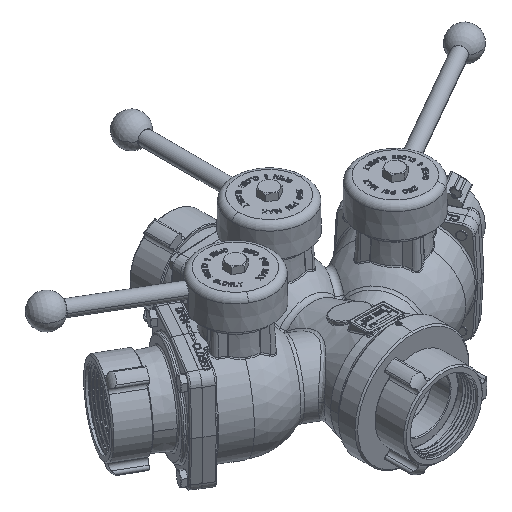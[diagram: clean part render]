
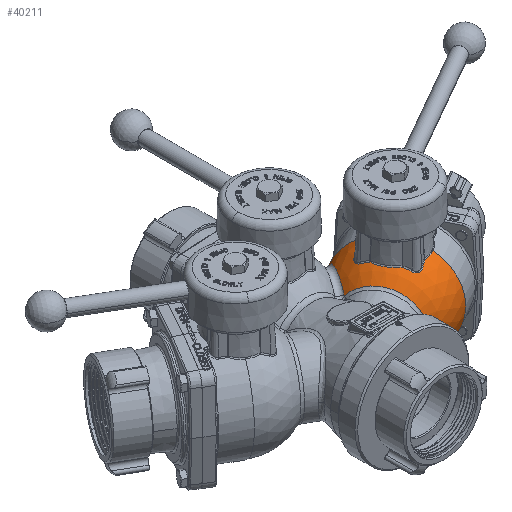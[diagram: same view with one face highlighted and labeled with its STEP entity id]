
A CAD part, isometric view. The second image highlights one B-rep face of the part: STEP entity #40211.
In plain terms, the highlighted spherical face has radius 60.325 mm.
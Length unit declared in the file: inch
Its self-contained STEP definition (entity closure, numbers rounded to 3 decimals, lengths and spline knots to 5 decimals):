
#5626=CARTESIAN_POINT('',(3.4025,4.54487,-2.30876));
#5647=CARTESIAN_POINT('',(3.9595,3.58013,-2.30876));
#5649=CARTESIAN_POINT('',(3.681,4.0625,0.));
#5650=DIRECTION('',(-0.866,-0.5,0.));
#5651=DIRECTION('',(0.117,-0.203,-0.972));
#5652=AXIS2_PLACEMENT_3D('',#5649,#5650,#5651);
#5749=CARTESIAN_POINT('',(3.04382,5.16613,2.00416));
#5751=CARTESIAN_POINT('',(3.681,4.0625,0.));
#5752=DIRECTION('',(-0.866,-0.5,0.));
#5753=DIRECTION('',(-0.268,0.465,0.844));
#5754=AXIS2_PLACEMENT_3D('',#5751,#5752,#5753);
#5764=CARTESIAN_POINT('',(2.544,6.03184,
-0.68525));
#5772=CARTESIAN_POINT('',(3.681,4.0625,0.));
#5773=DIRECTION('',(-0.866,-0.5,0.));
#5774=DIRECTION('',(-0.479,0.829,-0.289));
#5775=AXIS2_PLACEMENT_3D('',#5772,#5773,#5774);
#5782=CARTESIAN_POINT('',(3.681,4.0625,-2.30876));
#5783=DIRECTION('',(0.,0.,1.));
#5784=DIRECTION('',(-0.5,0.866,0.));
#5785=AXIS2_PLACEMENT_3D('',#5782,#5783,#5784);
#7811=CARTESIAN_POINT('',(1.51705,4.23625,0.96319));
#16855=CARTESIAN_POINT('',(1.9755,5.04706,0.));
#16856=DIRECTION('',(0.866,-0.5,0.));
#16857=DIRECTION('',(-0.337,-0.585,-0.738));
#16858=AXIS2_PLACEMENT_3D('',#16855,#16856,#16857);
#16860=CARTESIAN_POINT('',(1.51705,4.23625,
-0.96319));
#16861=CARTESIAN_POINT('',(1.51743,4.2396,
-0.96345));
#16862=CARTESIAN_POINT('',(1.51846,4.24611,
-0.96455));
#16863=CARTESIAN_POINT('',(1.52078,4.25542,
-0.96793));
#16864=CARTESIAN_POINT('',(1.52381,4.26389,
-0.97294));
#16865=CARTESIAN_POINT('',(1.52622,4.26879,
-0.97724));
#16866=CARTESIAN_POINT('',(1.52753,4.27107,
-0.97964));
#16868=CARTESIAN_POINT('',(2.13327,3.16892,0.));
#16869=DIRECTION('',(-0.866,-0.5,0.));
#16870=DIRECTION('',(-0.394,0.682,-0.616));
#16871=AXIS2_PLACEMENT_3D('',#16868,#16869,#16870);
#16873=CARTESIAN_POINT('',(1.52753,4.27107,
0.97964));
#16874=CARTESIAN_POINT('',(1.52622,4.26879,
0.97724));
#16875=CARTESIAN_POINT('',(1.52381,4.26389,
0.97294));
#16876=CARTESIAN_POINT('',(1.52078,4.25542,
0.96793));
#16877=CARTESIAN_POINT('',(1.51846,4.24611,
0.96455));
#16878=CARTESIAN_POINT('',(1.51743,4.2396,
0.96345));
#16879=CARTESIAN_POINT('',(1.51705,4.23625,
0.96319));
#16881=CARTESIAN_POINT('',(1.9755,5.04706,0.));
#16882=DIRECTION('',(0.866,-0.5,0.));
#16883=DIRECTION('',(0.428,0.742,0.516));
#16884=AXIS2_PLACEMENT_3D('',#16881,#16882,#16883);
#16886=CARTESIAN_POINT('',(3.681,4.0625,2.00416));
#16887=DIRECTION('',(0.,0.,1.));
#16888=DIRECTION('',(-0.5,0.866,0.));
#16889=AXIS2_PLACEMENT_3D('',#16886,#16887,#16888);
#16891=CARTESIAN_POINT('',(3.05401,5.14847,
0.06572));
#16892=DIRECTION('',(0.499,-0.865,-0.052));
#16893=DIRECTION('',(-0.209,-0.179,0.962));
#16894=AXIS2_PLACEMENT_3D('',#16891,#16892,#16893);
#16896=CARTESIAN_POINT('',(2.36282,4.63904,1.88961));
#16897=CARTESIAN_POINT('',(2.33989,4.62654,1.87743));
#16898=CARTESIAN_POINT('',(2.29972,4.59705,1.85713));
#16899=CARTESIAN_POINT('',(2.25403,4.54224,1.83735));
#16900=CARTESIAN_POINT('',(2.22417,4.48281,1.8284));
#16901=CARTESIAN_POINT('',(2.20812,4.4198,1.82893));
#16902=CARTESIAN_POINT('',(2.20589,4.35432,1.83877));
#16903=CARTESIAN_POINT('',(2.21879,4.28692,1.85849));
#16904=CARTESIAN_POINT('',(2.23819,4.24353,1.878));
#16905=CARTESIAN_POINT('',(2.25115,4.22229,1.88961));
#16907=CARTESIAN_POINT('',(2.59503,3.43551,
0.06572));
#16908=DIRECTION('',(0.865,0.499,-0.052));
#16909=DIRECTION('',(-0.171,0.39,0.905));
#16910=AXIS2_PLACEMENT_3D('',#16907,#16908,#16909);
#16912=CARTESIAN_POINT('',(3.681,4.0625,2.00416));
#16913=DIRECTION('',(0.,0.,1.));
#16914=DIRECTION('',(-0.997,-0.082,0.));
#16915=AXIS2_PLACEMENT_3D('',#16912,#16913,#16914);
#16917=CARTESIAN_POINT('',(2.59503,3.43551,
0.06572));
#16918=DIRECTION('',(0.865,0.499,-0.052));
#16919=DIRECTION('',(0.179,-0.209,0.962));
#16920=AXIS2_PLACEMENT_3D('',#16917,#16918,#16919);
#16922=CARTESIAN_POINT('',(3.10446,2.74432,1.88961));
#16923=CARTESIAN_POINT('',(3.11639,2.72243,1.87798));
#16924=CARTESIAN_POINT('',(3.14432,2.68388,1.85845));
#16925=CARTESIAN_POINT('',(3.19639,2.63897,1.83872));
#16926=CARTESIAN_POINT('',(3.25383,2.60841,1.82898));
#16927=CARTESIAN_POINT('',(3.31607,2.59079,1.82837));
#16928=CARTESIAN_POINT('',(3.3825,2.5868,1.83725));
#16929=CARTESIAN_POINT('',(3.45295,2.59888,1.85699));
#16930=CARTESIAN_POINT('',(3.4988,2.61897,1.87736));
#16931=CARTESIAN_POINT('',(3.52121,2.63265,1.88961));
#16933=CARTESIAN_POINT('',(4.30799,2.97653,
0.06572));
#16934=DIRECTION('',(-0.499,0.865,-0.052));
#16935=DIRECTION('',(-0.39,-0.171,0.905));
#16936=AXIS2_PLACEMENT_3D('',#16933,#16934,#16935);
#16938=CARTESIAN_POINT('',(3.681,4.0625,2.00416));
#16939=DIRECTION('',(0.,0.,1.));
#16940=DIRECTION('',(0.082,-0.997,0.));
#16941=AXIS2_PLACEMENT_3D('',#16938,#16939,#16940);
#18771=CARTESIAN_POINT('',(2.544,6.03184,
0.68525));
#18772=CARTESIAN_POINT('',(1.52753,4.27107,
0.97964));
#18773=VERTEX_POINT('',#18771);
#18774=VERTEX_POINT('',#18772);
#18778=VERTEX_POINT('',#5764);
#18781=CARTESIAN_POINT('',(1.52753,4.27107,
-0.97964));
#18782=VERTEX_POINT('',#18781);
#18807=VERTEX_POINT('',#7811);
#18808=CARTESIAN_POINT('',(1.51705,4.23625,
-0.96319));
#18809=VERTEX_POINT('',#18808);
#19003=VERTEX_POINT('',#5749);
#19005=CARTESIAN_POINT('',(2.63359,4.78838,2.00416));
#19006=VERTEX_POINT('',#19005);
#19010=CARTESIAN_POINT('',(2.36282,4.63904,1.88961));
#19011=VERTEX_POINT('',#19010);
#19014=VERTEX_POINT('',#16905);
#19016=CARTESIAN_POINT('',(2.41094,3.95753,2.00414));
#19017=VERTEX_POINT('',#19016);
#19021=CARTESIAN_POINT('',(2.95506,3.01512,2.00416));
#19022=VERTEX_POINT('',#19021);
#19026=CARTESIAN_POINT('',(3.10446,2.74432,1.88961));
#19027=VERTEX_POINT('',#19026);
#19030=VERTEX_POINT('',#16931);
#19032=CARTESIAN_POINT('',(3.78594,2.79243,2.00413));
#19033=VERTEX_POINT('',#19032);
#19037=CARTESIAN_POINT('',(4.31818,2.95887,2.00416));
#19038=VERTEX_POINT('',#19037);
#19303=VERTEX_POINT('',#5626);
#19306=VERTEX_POINT('',#5647);
#40176=CARTESIAN_POINT('',(3.681,4.0625,0.));
#40177=DIRECTION('',(-0.866,-0.5,0.));
#40178=DIRECTION('',(-0.5,0.866,0.));
#40179=AXIS2_PLACEMENT_3D('',#40176,#40177,#40178);
#40180=SPHERICAL_SURFACE('',#40179,2.375);
#40181=ORIENTED_EDGE('',*,*,#27826,.F.);
#40182=ORIENTED_EDGE('',*,*,#27748,.F.);
#40183=ORIENTED_EDGE('',*,*,#28137,.F.);
#40184=ORIENTED_EDGE('',*,*,#28174,.F.);
#40186=ORIENTED_EDGE('',*,*,#40185,.T.);
#40187=ORIENTED_EDGE('',*,*,#31438,.F.);
#40188=ORIENTED_EDGE('',*,*,#31452,.F.);
#40189=ORIENTED_EDGE('',*,*,#27742,.F.);
#40191=ORIENTED_EDGE('',*,*,#40190,.T.);
#40193=ORIENTED_EDGE('',*,*,#40192,.T.);
#40195=ORIENTED_EDGE('',*,*,#40194,.T.);
#40197=ORIENTED_EDGE('',*,*,#40196,.T.);
#40199=ORIENTED_EDGE('',*,*,#40198,.T.);
#40201=ORIENTED_EDGE('',*,*,#40200,.T.);
#40203=ORIENTED_EDGE('',*,*,#40202,.T.);
#40205=ORIENTED_EDGE('',*,*,#40204,.T.);
#40207=ORIENTED_EDGE('',*,*,#40206,.T.);
#40208=ORIENTED_EDGE('',*,*,#27716,.F.);
#40209=EDGE_LOOP('',(#40181,#40182,#40183,#40184,#40186,#40187,#40188,#40189,
#40191,#40193,#40195,#40197,#40199,#40201,#40203,#40205,#40207,#40208));
#40210=FACE_OUTER_BOUND('',#40209,.F.);
#5653=CIRCLE('',#5652,2.375);
#5755=CIRCLE('',#5754,2.375);
#5776=CIRCLE('',#5775,2.375);
#5786=CIRCLE('',#5785,0.55699);
#16859=CIRCLE('',#16858,1.32761);
#16867=B_SPLINE_CURVE_WITH_KNOTS('',3,(#16860,#16861,#16862,#16863,#16864,
#16865,#16866),.UNSPECIFIED.,.F.,.F.,(4,1,1,1,4),(0.,0.25,0.5,0.75,
1.),.UNSPECIFIED.);
#16872=CIRCLE('',#16871,1.56418);
#16880=B_SPLINE_CURVE_WITH_KNOTS('',3,(#16873,#16874,#16875,#16876,#16877,
#16878,#16879),.UNSPECIFIED.,.F.,.F.,(4,1,1,1,4),(0.,0.25,0.5,0.75,
1.),.UNSPECIFIED.);
#16885=CIRCLE('',#16884,1.32761);
#16890=CIRCLE('',#16889,1.27436);
#16895=CIRCLE('',#16894,2.0159);
#16906=B_SPLINE_CURVE_WITH_KNOTS('',3,(#16896,#16897,#16898,#16899,#16900,
#16901,#16902,#16903,#16904,#16905),.UNSPECIFIED.,.F.,.F.,(4,1,1,1,1,1,1,4),(
0.,0.14286,0.28571,0.42857,0.57143,
0.71429,0.85714,1.),.UNSPECIFIED.);
#16911=CIRCLE('',#16910,2.0159);
#16916=CIRCLE('',#16915,1.27436);
#16921=CIRCLE('',#16920,2.0159);
#16932=B_SPLINE_CURVE_WITH_KNOTS('',3,(#16922,#16923,#16924,#16925,#16926,
#16927,#16928,#16929,#16930,#16931),.UNSPECIFIED.,.F.,.F.,(4,1,1,1,1,1,1,4),(
0.,0.14286,0.28571,0.42857,0.57143,
0.71429,0.85714,1.),.UNSPECIFIED.);
#16937=CIRCLE('',#16936,2.0159);
#16942=CIRCLE('',#16941,1.27436);
#27716=EDGE_CURVE('',#19306,#19038,#5653,.T.);
#27742=EDGE_CURVE('',#19003,#18773,#5755,.T.);
#27748=EDGE_CURVE('',#18778,#19303,#5776,.T.);
#27826=EDGE_CURVE('',#19303,#19306,#5786,.T.);
#28137=EDGE_CURVE('',#18782,#18778,#16859,.T.);
#28174=EDGE_CURVE('',#18809,#18782,#16867,.T.);
#31438=EDGE_CURVE('',#18774,#18807,#16880,.T.);
#31452=EDGE_CURVE('',#18773,#18774,#16885,.T.);
#40185=EDGE_CURVE('',#18809,#18807,#16872,.T.);
#40190=EDGE_CURVE('',#19003,#19006,#16890,.T.);
#40192=EDGE_CURVE('',#19006,#19011,#16895,.T.);
#40194=EDGE_CURVE('',#19011,#19014,#16906,.T.);
#40196=EDGE_CURVE('',#19014,#19017,#16911,.T.);
#40198=EDGE_CURVE('',#19017,#19022,#16916,.T.);
#40200=EDGE_CURVE('',#19022,#19027,#16921,.T.);
#40202=EDGE_CURVE('',#19027,#19030,#16932,.T.);
#40204=EDGE_CURVE('',#19030,#19033,#16937,.T.);
#40206=EDGE_CURVE('',#19033,#19038,#16942,.T.);
#40211=ADVANCED_FACE('',(#40210),#40180,.T.);
